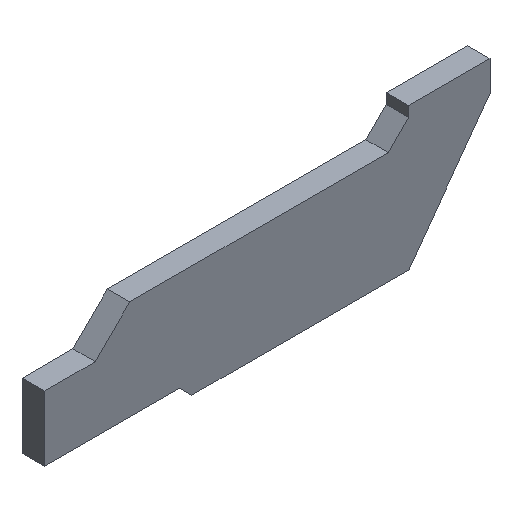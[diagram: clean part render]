
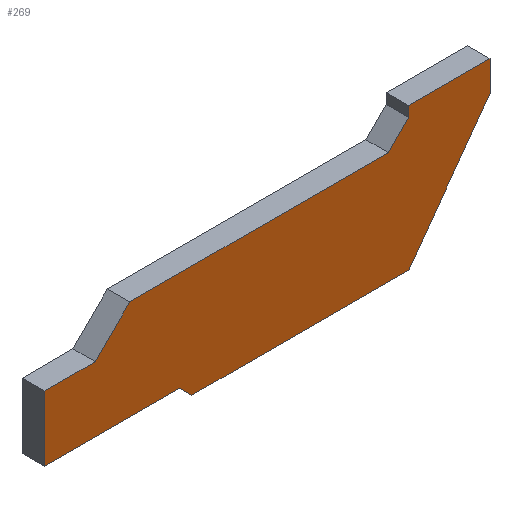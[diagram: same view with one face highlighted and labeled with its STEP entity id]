
A CAD part, isometric view. The second image highlights one B-rep face of the part: STEP entity #269.
In plain terms, the highlighted planar face has unit normal (0, -1, 0).
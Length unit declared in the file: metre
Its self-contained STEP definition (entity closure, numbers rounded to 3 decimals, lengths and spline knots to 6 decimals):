
#56=ORIENTED_EDGE('',*,*,#86,.T.);
#57=ORIENTED_EDGE('',*,*,#90,.T.);
#58=ORIENTED_EDGE('',*,*,#93,.T.);
#59=ORIENTED_EDGE('',*,*,#118,.T.);
#60=ORIENTED_EDGE('',*,*,#94,.F.);
#61=ORIENTED_EDGE('',*,*,#100,.F.);
#62=ORIENTED_EDGE('',*,*,#103,.F.);
#63=ORIENTED_EDGE('',*,*,#106,.F.);
#64=ORIENTED_EDGE('',*,*,#109,.F.);
#65=ORIENTED_EDGE('',*,*,#112,.F.);
#66=ORIENTED_EDGE('',*,*,#115,.F.);
#67=ORIENTED_EDGE('',*,*,#117,.T.);
#86=EDGE_CURVE('',#123,#122,#146,.T.);
#90=EDGE_CURVE('',#122,#125,#150,.T.);
#93=EDGE_CURVE('',#125,#127,#153,.T.);
#94=EDGE_CURVE('',#128,#129,#154,.T.);
#100=EDGE_CURVE('',#133,#128,#160,.T.);
#103=EDGE_CURVE('',#135,#133,#163,.T.);
#106=EDGE_CURVE('',#137,#135,#166,.T.);
#109=EDGE_CURVE('',#139,#137,#169,.T.);
#112=EDGE_CURVE('',#141,#139,#172,.T.);
#115=EDGE_CURVE('',#143,#141,#175,.T.);
#117=EDGE_CURVE('',#143,#123,#177,.T.);
#118=EDGE_CURVE('',#127,#129,#178,.T.);
#122=VERTEX_POINT('',#373);
#123=VERTEX_POINT('',#375);
#125=VERTEX_POINT('',#381);
#127=VERTEX_POINT('',#387);
#128=VERTEX_POINT('',#391);
#129=VERTEX_POINT('',#392);
#133=VERTEX_POINT('',#402);
#135=VERTEX_POINT('',#408);
#137=VERTEX_POINT('',#414);
#139=VERTEX_POINT('',#420);
#141=VERTEX_POINT('',#426);
#143=VERTEX_POINT('',#432);
#146=LINE('',#374,#182);
#150=LINE('',#382,#186);
#153=LINE('',#388,#189);
#154=LINE('',#390,#190);
#160=LINE('',#403,#196);
#163=LINE('',#409,#199);
#166=LINE('',#415,#202);
#169=LINE('',#421,#205);
#172=LINE('',#427,#208);
#175=LINE('',#433,#211);
#177=LINE('',#436,#213);
#178=LINE('',#438,#214);
#182=VECTOR('',#307,1.);
#186=VECTOR('',#313,1.);
#189=VECTOR('',#318,1.);
#190=VECTOR('',#321,1.);
#196=VECTOR('',#329,1.);
#199=VECTOR('',#334,1.);
#202=VECTOR('',#339,1.);
#205=VECTOR('',#344,1.);
#208=VECTOR('',#349,1.);
#211=VECTOR('',#354,1.);
#213=VECTOR('',#358,1.);
#214=VECTOR('',#361,1.);
#227=EDGE_LOOP('',(#56,#57,#58,#59,#60,#61,#62,#63,#64,#65,#66,#67));
#241=FACE_BOUND('',#227,.T.);
#255=PLANE('',#298);
#269=ADVANCED_FACE('',(#241),#255,.T.);
#298=AXIS2_PLACEMENT_3D('',#437,#359,#360);
#307=DIRECTION('',(0.,0.,1.));
#313=DIRECTION('',(-1.,0.,0.));
#318=DIRECTION('',(0.,0.,-1.));
#321=DIRECTION('',(1.,0.,0.));
#329=DIRECTION('',(0.707,0.,0.707));
#334=DIRECTION('',(1.,0.,0.));
#339=DIRECTION('',(0.,0.,1.));
#344=DIRECTION('',(-1.,0.,0.));
#349=DIRECTION('',(-0.707,0.,0.707));
#354=DIRECTION('',(-1.,0.,0.));
#358=DIRECTION('',(0.588,0.,0.809));
#359=DIRECTION('',(0.,-1.,0.));
#360=DIRECTION('',(1.,0.,0.));
#361=DIRECTION('',(-0.707,0.,-0.707));
#373=CARTESIAN_POINT('',(-0.067101,0.013473,-0.005127));
#374=CARTESIAN_POINT('',(-0.067101,0.013473,-0.005877));
#375=CARTESIAN_POINT('',(-0.067101,0.013473,-0.006627));
#381=CARTESIAN_POINT('',(-0.071101,0.013473,-0.005127));
#382=CARTESIAN_POINT('',(-0.069101,0.013473,-0.005127));
#387=CARTESIAN_POINT('',(-0.071101,0.013473,-0.005627));
#388=CARTESIAN_POINT('',(-0.071101,0.013473,-0.005877));
#390=CARTESIAN_POINT('',(-0.077951,0.013473,-0.006627));
#391=CARTESIAN_POINT('',(-0.0848,0.013473,-0.006627));
#392=CARTESIAN_POINT('',(-0.072101,0.013473,-0.006627));
#402=CARTESIAN_POINT('',(-0.0865,0.013473,-0.008327));
#403=CARTESIAN_POINT('',(-0.08565,0.013473,-0.007477));
#408=CARTESIAN_POINT('',(-0.089,0.013473,-0.008327));
#409=CARTESIAN_POINT('',(-0.08725,0.013473,-0.008327));
#414=CARTESIAN_POINT('',(-0.089,0.013473,-0.011527));
#415=CARTESIAN_POINT('',(-0.089,0.013473,-0.009927));
#420=CARTESIAN_POINT('',(-0.08235,0.013473,-0.011527));
#421=CARTESIAN_POINT('',(-0.085675,0.013473,-0.011527));
#426=CARTESIAN_POINT('',(-0.08175,0.013473,-0.012127));
#427=CARTESIAN_POINT('',(-0.08205,0.013473,-0.011827));
#432=CARTESIAN_POINT('',(-0.071101,0.013473,-0.012127));
#433=CARTESIAN_POINT('',(-0.076426,0.013473,-0.012127));
#436=CARTESIAN_POINT('',(-0.069101,0.013473,-0.009377));
#437=CARTESIAN_POINT('',(-0.073875,0.013473,-0.006127));
#438=CARTESIAN_POINT('',(-0.072101,0.013473,-0.006627));
